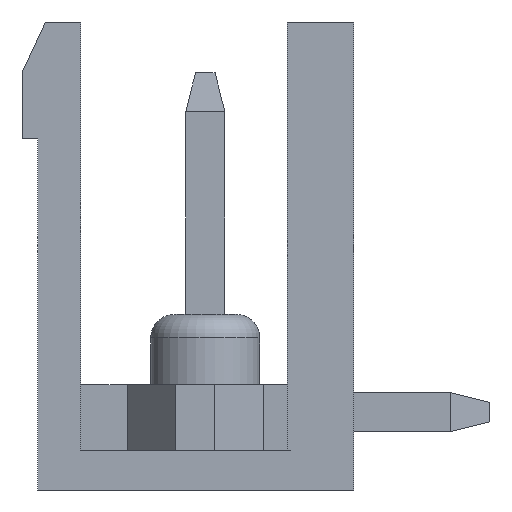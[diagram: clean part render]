
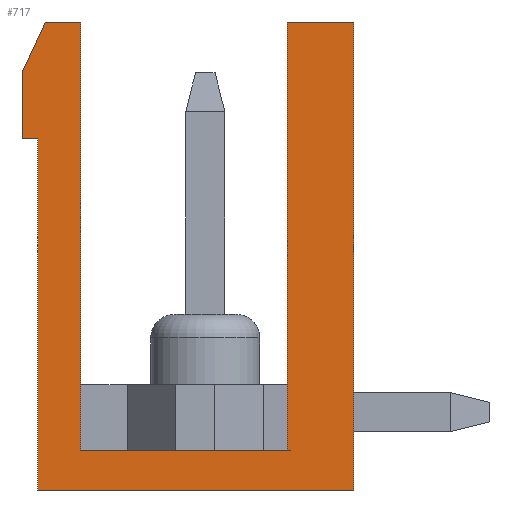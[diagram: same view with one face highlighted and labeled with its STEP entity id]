
A CAD part, left-side view. The second image highlights one B-rep face of the part: STEP entity #717.
In plain terms, the highlighted planar face has unit normal (-1, 0, 0).
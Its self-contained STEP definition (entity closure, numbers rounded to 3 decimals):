
#717 = ADVANCED_FACE( '', ( #1486 ), #1487, .T. );
#1486 = FACE_OUTER_BOUND( '', #2329, .T. );
#1487 = PLANE( '', #2330 );
#2329 = EDGE_LOOP( '', ( #4232, #4233, #4234, #4235, #4236, #4237, #4238, #4239, #4240, #4241, #4242 ) );
#2330 = AXIS2_PLACEMENT_3D( '', #4243, #4244, #4245 );
#4232 = ORIENTED_EDGE( '', *, *, #5627, .T. );
#4233 = ORIENTED_EDGE( '', *, *, #5435, .T. );
#4234 = ORIENTED_EDGE( '', *, *, #6010, .T. );
#4235 = ORIENTED_EDGE( '', *, *, #5817, .T. );
#4236 = ORIENTED_EDGE( '', *, *, #5715, .F. );
#4237 = ORIENTED_EDGE( '', *, *, #6011, .T. );
#4238 = ORIENTED_EDGE( '', *, *, #6012, .T. );
#4239 = ORIENTED_EDGE( '', *, *, #6013, .T. );
#4240 = ORIENTED_EDGE( '', *, *, #5903, .T. );
#4241 = ORIENTED_EDGE( '', *, *, #5414, .F. );
#4242 = ORIENTED_EDGE( '', *, *, #5679, .F. );
#4243 = CARTESIAN_POINT( '', ( -17.5, 0., 0. ) );
#4244 = DIRECTION( '', ( -1., 0., 0. ) );
#4245 = DIRECTION( '', ( 0., 0., 1. ) );
#5414 = EDGE_CURVE( '', #6582, #6569, #6584, .T. );
#5435 = EDGE_CURVE( '', #6621, #6619, #6622, .T. );
#5627 = EDGE_CURVE( '', #6933, #6621, #6934, .T. );
#5679 = EDGE_CURVE( '', #6933, #6582, #7016, .T. );
#5715 = EDGE_CURVE( '', #7069, #7067, #7071, .T. );
#5817 = EDGE_CURVE( '', #7226, #7067, #7227, .T. );
#5903 = EDGE_CURVE( '', #7348, #6569, #7349, .T. );
#6010 = EDGE_CURVE( '', #6619, #7226, #7486, .F. );
#6011 = EDGE_CURVE( '', #7069, #7487, #7488, .T. );
#6012 = EDGE_CURVE( '', #7487, #7489, #7490, .T. );
#6013 = EDGE_CURVE( '', #7489, #7348, #7491, .T. );
#6569 = VERTEX_POINT( '', #8233 );
#6582 = VERTEX_POINT( '', #8249 );
#6584 = LINE( '', #8251, #8252 );
#6619 = VERTEX_POINT( '', #8301 );
#6621 = VERTEX_POINT( '', #8304 );
#6622 = LINE( '', #8305, #8306 );
#6933 = VERTEX_POINT( '', #8757 );
#6934 = LINE( '', #8758, #8759 );
#7016 = LINE( '', #8888, #8889 );
#7067 = VERTEX_POINT( '', #8964 );
#7069 = VERTEX_POINT( '', #8967 );
#7071 = LINE( '', #8970, #8971 );
#7226 = VERTEX_POINT( '', #9198 );
#7227 = LINE( '', #9199, #9200 );
#7348 = VERTEX_POINT( '', #9391 );
#7349 = LINE( '', #9392, #9393 );
#7486 = LINE( '', #9588, #9589 );
#7487 = VERTEX_POINT( '', #9590 );
#7488 = LINE( '', #9591, #9592 );
#7489 = VERTEX_POINT( '', #9593 );
#7490 = LINE( '', #9594, #9595 );
#7491 = LINE( '', #9596, #9597 );
#8233 = CARTESIAN_POINT( '', ( -17.5, -2.55, 6. ) );
#8249 = CARTESIAN_POINT( '', ( -17.5, -2.55, -5. ) );
#8251 = CARTESIAN_POINT( '', ( -17.5, -2.55, -5. ) );
#8252 = VECTOR( '', #10127, 1000. );
#8301 = CARTESIAN_POINT( '', ( -17.5, 3.65, 6. ) );
#8304 = CARTESIAN_POINT( '', ( -17.5, 2.75, 6. ) );
#8305 = CARTESIAN_POINT( '', ( -17.5, -4.25, 6. ) );
#8306 = VECTOR( '', #10149, 1000. );
#8757 = CARTESIAN_POINT( '', ( -17.5, 2.75, -5. ) );
#8758 = CARTESIAN_POINT( '', ( -17.5, 2.75, -5. ) );
#8759 = VECTOR( '', #10317, 1000. );
#8888 = CARTESIAN_POINT( '', ( -17.5, 2.75, -5. ) );
#8889 = VECTOR( '', #10368, 1000. );
#8964 = CARTESIAN_POINT( '', ( -17.5, 4.25, 3. ) );
#8967 = CARTESIAN_POINT( '', ( -17.5, 3.85, 3. ) );
#8970 = CARTESIAN_POINT( '', ( -17.5, 3.85, 3. ) );
#8971 = VECTOR( '', #10401, 1000. );
#9198 = CARTESIAN_POINT( '', ( -17.5, 4.25, 4.7 ) );
#9199 = CARTESIAN_POINT( '', ( -17.5, 4.25, 6. ) );
#9200 = VECTOR( '', #10483, 1000. );
#9391 = CARTESIAN_POINT( '', ( -17.5, -4.25, 6. ) );
#9392 = CARTESIAN_POINT( '', ( -17.5, -4.25, 6. ) );
#9393 = VECTOR( '', #10560, 1000. );
#9588 = CARTESIAN_POINT( '', ( -17.5, 5.292, 2.442 ) );
#9589 = VECTOR( '', #10658, 1000. );
#9590 = CARTESIAN_POINT( '', ( -17.5, 3.85, -6. ) );
#9591 = CARTESIAN_POINT( '', ( -17.5, 3.85, 3. ) );
#9592 = VECTOR( '', #10659, 1000. );
#9593 = CARTESIAN_POINT( '', ( -17.5, -4.25, -6. ) );
#9594 = CARTESIAN_POINT( '', ( -17.5, 4.25, -6. ) );
#9595 = VECTOR( '', #10660, 1000. );
#9596 = CARTESIAN_POINT( '', ( -17.5, -4.25, -6. ) );
#9597 = VECTOR( '', #10661, 1000. );
#10127 = DIRECTION( '', ( 0., 0., 1. ) );
#10149 = DIRECTION( '', ( 0., 1., 0. ) );
#10317 = DIRECTION( '', ( 0., 0., 1. ) );
#10368 = DIRECTION( '', ( 0., -1., 0. ) );
#10401 = DIRECTION( '', ( 0., 1., 0. ) );
#10483 = DIRECTION( '', ( 0., 0., -1. ) );
#10560 = DIRECTION( '', ( 0., 1., 0. ) );
#10658 = DIRECTION( '', ( 0., -0.419, 0.908 ) );
#10659 = DIRECTION( '', ( 0., 0., -1. ) );
#10660 = DIRECTION( '', ( 0., -1., 0. ) );
#10661 = DIRECTION( '', ( 0., 0., 1. ) );
